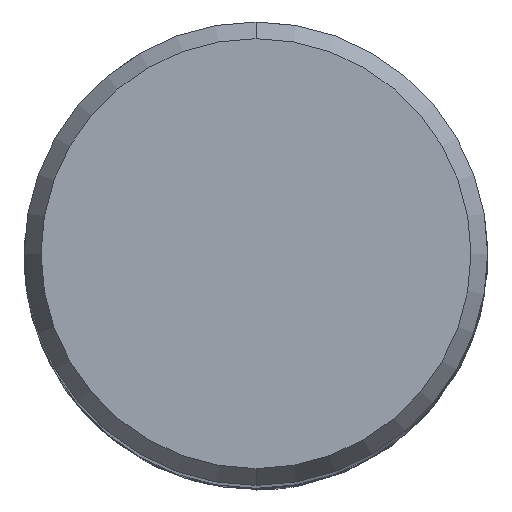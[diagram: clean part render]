
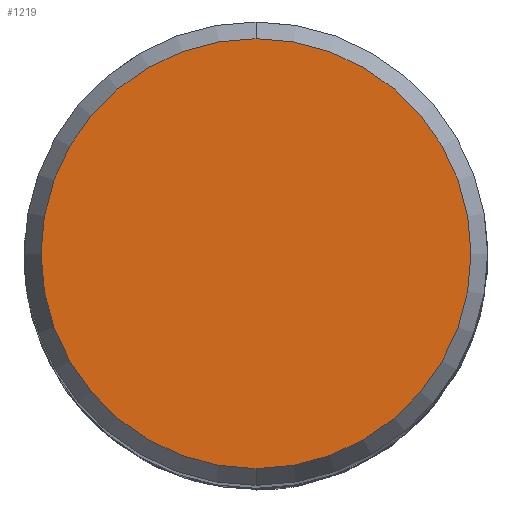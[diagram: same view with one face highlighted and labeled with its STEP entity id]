
A CAD part, top view. The second image highlights one B-rep face of the part: STEP entity #1219.
In plain terms, the highlighted planar face has unit normal (0, 0, 1).
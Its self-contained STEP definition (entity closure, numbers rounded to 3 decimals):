
#859=VERTEX_POINT('',#2020);
#1219=ADVANCED_FACE('',(#2410),#2411,.T.);
#1273=EDGE_CURVE('',#859,#1515,#2470,.T.);
#1467=EDGE_CURVE('',#1515,#859,#2684,.T.);
#1515=VERTEX_POINT('',#2738);
#2020=CARTESIAN_POINT('',(0.,-7.423,0.0));
#2410=FACE_OUTER_BOUND('',#10317,.T.);
#2411=PLANE('',#10318);
#2470=CIRCLE('',#11195,7.423);
#2684=CIRCLE('',#13486,7.423);
#2738=CARTESIAN_POINT('',(0.0,7.423,0.0));
#10317=EDGE_LOOP('',(#17490,#17491));
#10318=AXIS2_PLACEMENT_3D('',#17492,#17493,#17494);
#11195=AXIS2_PLACEMENT_3D('',#17543,#17544,#17545);
#13486=AXIS2_PLACEMENT_3D('',#17793,#17794,#17795);
#17490=ORIENTED_EDGE('',*,*,#1467,.F.);
#17491=ORIENTED_EDGE('',*,*,#1273,.F.);
#17492=CARTESIAN_POINT('',(0.0,3.711,0.0));
#17493=DIRECTION('',(-0.0,0.0,1.0));
#17494=DIRECTION('',(0.0,-1.0,0.0));
#17543=CARTESIAN_POINT('',(0.0,0.0,0.0));
#17544=DIRECTION('',(0.0,0.0,-1.0));
#17545=DIRECTION('',(0.0,1.0,0.0));
#17793=CARTESIAN_POINT('',(0.0,0.0,0.0));
#17794=DIRECTION('',(0.0,0.0,-1.0));
#17795=DIRECTION('',(0.0,1.0,0.0));
